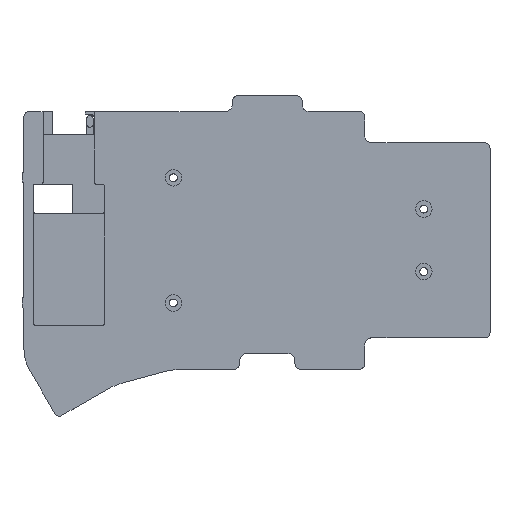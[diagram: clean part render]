
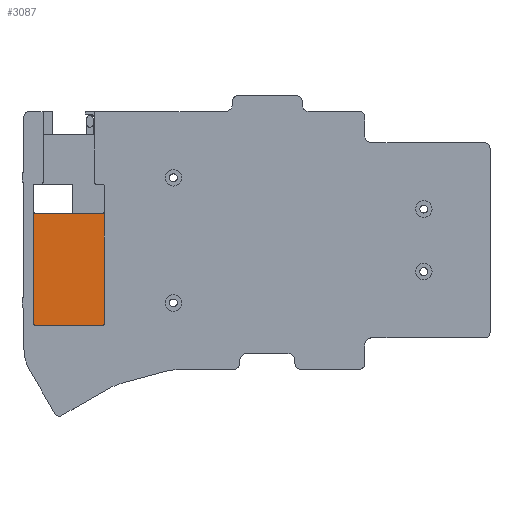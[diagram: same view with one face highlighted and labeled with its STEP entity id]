
A CAD part, top view. The second image highlights one B-rep face of the part: STEP entity #3087.
In plain terms, the highlighted planar face has unit normal (0, 0, 1).
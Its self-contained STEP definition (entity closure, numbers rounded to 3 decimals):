
#1113 = EDGE_CURVE('',#1114,#1116,#1118,.T.);
#1114 = VERTEX_POINT('',#1115);
#1115 = CARTESIAN_POINT('',(120.5,12.75,1.7));
#1116 = VERTEX_POINT('',#1117);
#1117 = CARTESIAN_POINT('',(120.5,46.75,1.7));
#1118 = LINE('',#1119,#1120);
#1119 = CARTESIAN_POINT('',(120.5,12.75,1.7));
#1120 = VECTOR('',#1121,1.);
#1121 = DIRECTION('',(0.,1.,0.));
#1179 = VERTEX_POINT('',#1180);
#1180 = CARTESIAN_POINT('',(121.,12.25,1.7));
#1186 = EDGE_CURVE('',#1179,#1114,#1187,.T.);
#1187 = CIRCLE('',#1188,0.5);
#1188 = AXIS2_PLACEMENT_3D('',#1189,#1190,#1191);
#1189 = CARTESIAN_POINT('',(121.,12.75,1.7));
#1190 = DIRECTION('',(0.,0.,-1.));
#1191 = DIRECTION('',(-1.,0.,0.));
#1229 = VERTEX_POINT('',#1230);
#1230 = CARTESIAN_POINT('',(141.5,12.25,1.7));
#1236 = EDGE_CURVE('',#1229,#1179,#1237,.T.);
#1237 = LINE('',#1238,#1239);
#1238 = CARTESIAN_POINT('',(141.5,12.25,1.7));
#1239 = VECTOR('',#1240,1.);
#1240 = DIRECTION('',(-1.,0.,0.));
#1253 = VERTEX_POINT('',#1254);
#1254 = CARTESIAN_POINT('',(142.,12.75,1.7));
#1260 = EDGE_CURVE('',#1253,#1229,#1261,.T.);
#1261 = CIRCLE('',#1262,0.5);
#1262 = AXIS2_PLACEMENT_3D('',#1263,#1264,#1265);
#1263 = CARTESIAN_POINT('',(141.5,12.75,1.7));
#1264 = DIRECTION('',(0.,0.,-1.));
#1265 = DIRECTION('',(-1.,0.,0.));
#1320 = EDGE_CURVE('',#1321,#1253,#1323,.T.);
#1321 = VERTEX_POINT('',#1322);
#1322 = CARTESIAN_POINT('',(142.,46.75,1.7));
#1323 = LINE('',#1324,#1325);
#1324 = CARTESIAN_POINT('',(142.,46.25,1.7));
#1325 = VECTOR('',#1326,1.);
#1326 = DIRECTION('',(0.,-1.,0.));
#3087 = ADVANCED_FACE('',(#3088),#3119,.T.);
#3088 = FACE_BOUND('',#3089,.F.);
#3089 = EDGE_LOOP('',(#3090,#3100,#3107,#3108,#3109,#3110,#3111,#3112));
#3090 = ORIENTED_EDGE('',*,*,#3091,.T.);
#3091 = EDGE_CURVE('',#3092,#3094,#3096,.T.);
#3092 = VERTEX_POINT('',#3093);
#3093 = CARTESIAN_POINT('',(121.,46.25,1.7));
#3094 = VERTEX_POINT('',#3095);
#3095 = CARTESIAN_POINT('',(141.5,46.25,1.7));
#3096 = LINE('',#3097,#3098);
#3097 = CARTESIAN_POINT('',(120.5,46.25,1.7));
#3098 = VECTOR('',#3099,1.);
#3099 = DIRECTION('',(1.,0.,0.));
#3100 = ORIENTED_EDGE('',*,*,#3101,.T.);
#3101 = EDGE_CURVE('',#3094,#1321,#3102,.T.);
#3102 = CIRCLE('',#3103,0.5);
#3103 = AXIS2_PLACEMENT_3D('',#3104,#3105,#3106);
#3104 = CARTESIAN_POINT('',(141.5,46.75,1.7));
#3105 = DIRECTION('',(0.,0.,1.));
#3106 = DIRECTION('',(0.,1.,0.));
#3107 = ORIENTED_EDGE('',*,*,#1320,.T.);
#3108 = ORIENTED_EDGE('',*,*,#1260,.T.);
#3109 = ORIENTED_EDGE('',*,*,#1236,.T.);
#3110 = ORIENTED_EDGE('',*,*,#1186,.T.);
#3111 = ORIENTED_EDGE('',*,*,#1113,.T.);
#3112 = ORIENTED_EDGE('',*,*,#3113,.F.);
#3113 = EDGE_CURVE('',#3092,#1116,#3114,.T.);
#3114 = CIRCLE('',#3115,0.5);
#3115 = AXIS2_PLACEMENT_3D('',#3116,#3117,#3118);
#3116 = CARTESIAN_POINT('',(121.,46.75,1.7));
#3117 = DIRECTION('',(0.,0.,-1.));
#3118 = DIRECTION('',(0.,1.,0.));
#3119 = PLANE('',#3120);
#3120 = AXIS2_PLACEMENT_3D('',#3121,#3122,#3123);
#3121 = CARTESIAN_POINT('',(131.25,29.319,
    1.7));
#3122 = DIRECTION('',(0.,0.,1.));
#3123 = DIRECTION('',(1.,0.,0.));
